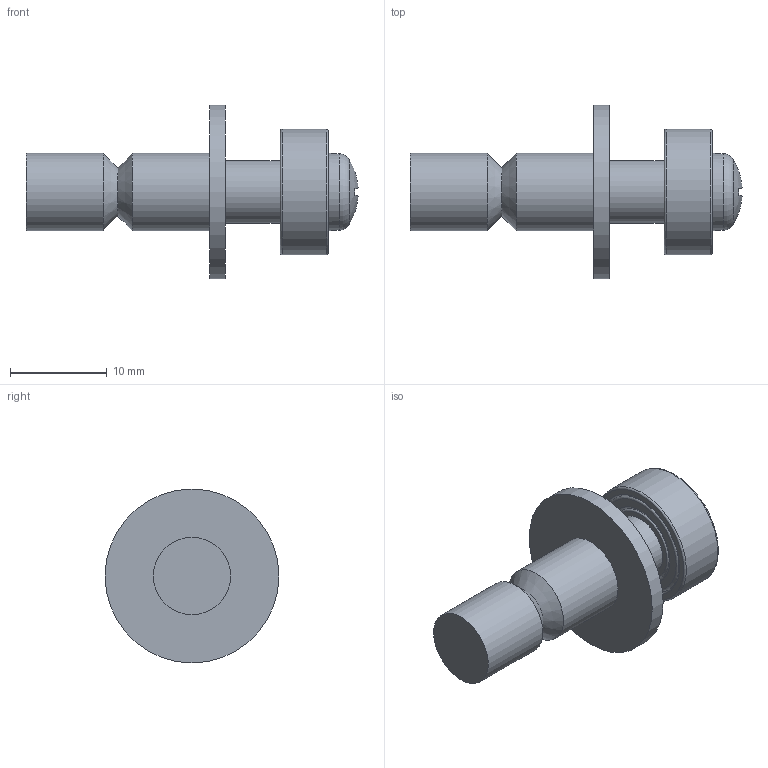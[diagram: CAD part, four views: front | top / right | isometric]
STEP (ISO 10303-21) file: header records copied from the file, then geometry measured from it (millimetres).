
FILE_DESCRIPTION((''),'2;1');
FILE_NAME('700026.ipt.stp','2010-09-05T12:23:12',(''),(''),'Autodesk Inventor 2010','Autodesk Inventor 2010','');
FILE_SCHEMA(('AUTOMOTIVE_DESIGN { 1 0 10303 214 1 1 1 1 }'));
Length unit declared in the file: millimetre
Products named in the file (1): 700026
Bounding box: 34.37 x 18 x 18 mm (x, y, z)
Volume: 2114.7 mm3; surface area: 2808.2 mm2
Topology: 13 solids, 13 shells, 85 faces, 179 edges, 111 vertices
Faces by surface type: plane 24, cylinder 18, torus 17, cone 14, sphere 7, bspline 5
Full cylindrical faces by diameter (mm): 3.621 x1, 4 x1, 6 x2, 6.5 x1, 6.7 x1, 8 x6, 11 x4, 13 x1, 18 x1
Entity records: 2505 total; most frequent: CARTESIAN_POINT 738, DIRECTION 342, ORIENTED_EDGE 244, AXIS2_PLACEMENT_3D 163, EDGE_LOOP 140, EDGE_CURVE 122, VERTEX_POINT 108, STYLED_ITEM 98
